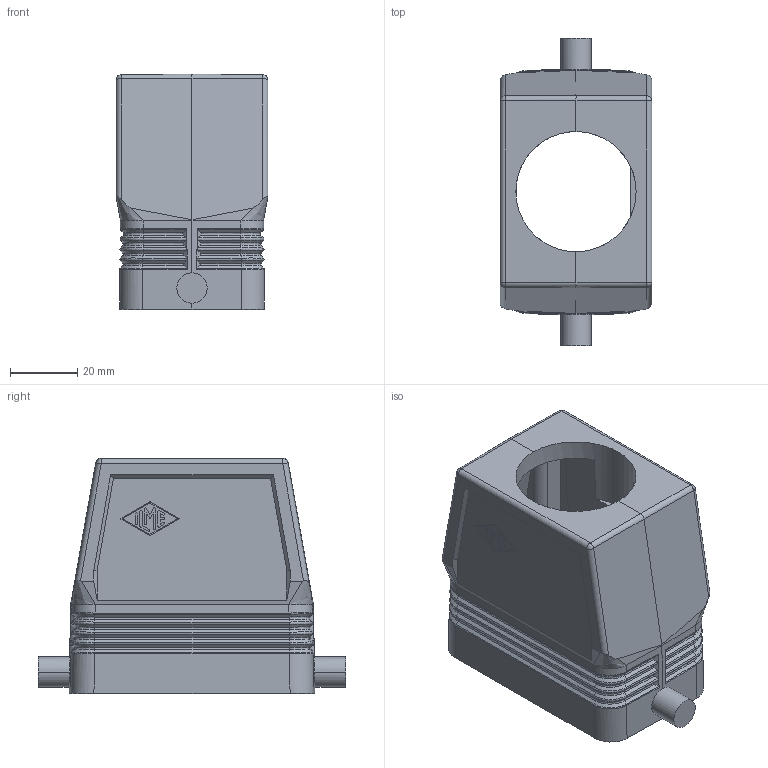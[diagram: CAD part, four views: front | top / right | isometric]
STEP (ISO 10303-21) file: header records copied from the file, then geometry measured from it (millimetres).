
FILE_DESCRIPTION(('Creo Elements/Direct Modeling STEP Export'),'2;1');
FILE_NAME('0ln7tug4dn4u2cs3184','2017-11-14T 9:56:19',(''),(''),'PTC Creo Elements/Direct Modeling STEP processor for AP214 (Solid Model)','PTC Creo Elements/Direct Modeling 19.0E 27-Jun-2016 (C) Parametric Technology GmbH','');
FILE_SCHEMA(('AUTOMOTIVE_DESIGN { 1 0 10303 214 1 1 1 1 }'));
Products named in the file (2): CFV_10_L29
Assembly tree (1 placements, depth 2):
  CFV_10_L29
    CFV_10_L29
Bounding box: 45 x 91.19 x 70 mm (x, y, z)
Volume: 65215.9 mm3; surface area: 32751.3 mm2
Topology: 1 solids, 3 shells, 348 faces, 886 edges, 546 vertices
Faces by surface type: plane 144, bspline 102, cylinder 70, extrusion 28, sphere 4
Entity records: 38544 total; most frequent: CARTESIAN_POINT 28575, ORIENTED_EDGE 1764, DIRECTION 1080, EDGE_CURVE 882, VERTEX_POINT 546, VECTOR 480, LINE 452, EDGE_LOOP 360
